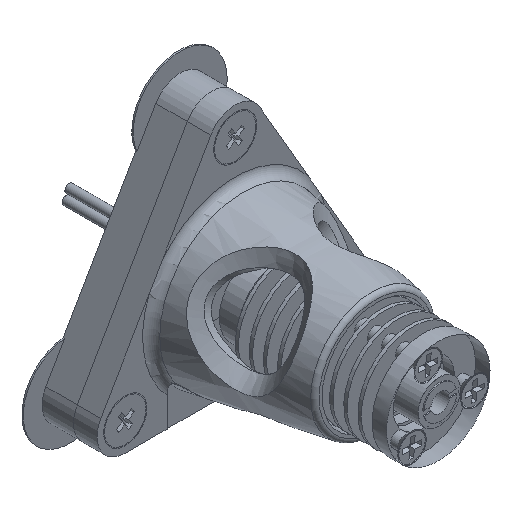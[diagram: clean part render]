
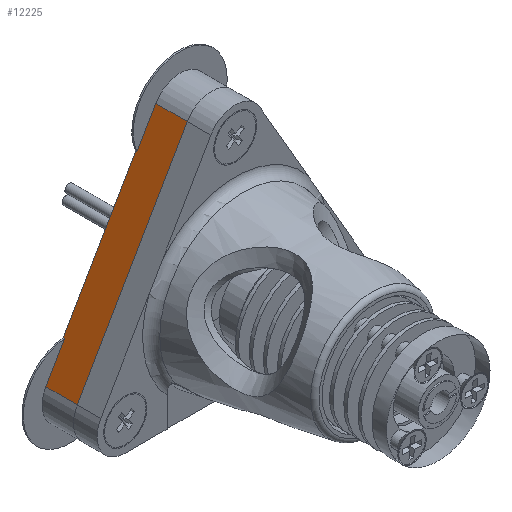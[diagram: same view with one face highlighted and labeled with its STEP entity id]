
A CAD part, isometric view. The second image highlights one B-rep face of the part: STEP entity #12225.
In plain terms, the highlighted face is planar.
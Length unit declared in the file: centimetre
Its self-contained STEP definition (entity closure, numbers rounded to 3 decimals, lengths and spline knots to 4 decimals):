
#3404=VERTEX_POINT('',#18645);
#3405=VERTEX_POINT('',#18647);
#3407=VERTEX_POINT('',#18653);
#3409=VERTEX_POINT('',#18659);
#3412=VERTEX_POINT('',#18664);
#3414=VERTEX_POINT('',#18670);
#3553=VERTEX_POINT('',#19349);
#3554=VERTEX_POINT('',#19351);
#4381=VECTOR('',#14034,1.);
#4383=VECTOR('',#14039,1.);
#4386=VECTOR('',#14050,1.);
#4388=VECTOR('',#14053,1.);
#4449=VECTOR('',#14154,1.);
#4517=VECTOR('',#14376,1.);
#4521=VECTOR('',#14404,1.);
#4522=VECTOR('',#14406,1.);
#5236=LINE('',#18646,#4381);
#5238=LINE('',#18652,#4383);
#5241=LINE('',#18665,#4386);
#5243=LINE('',#18669,#4388);
#5304=LINE('',#18819,#4449);
#5372=LINE('',#19350,#4517);
#5376=LINE('',#19374,#4521);
#5377=LINE('',#19376,#4522);
#6260=EDGE_CURVE('',#3405,#3404,#5236,.T.);
#6263=EDGE_CURVE('',#3404,#3407,#5238,.T.);
#6269=EDGE_CURVE('',#3409,#3412,#5241,.T.);
#6271=EDGE_CURVE('',#3414,#3409,#5243,.T.);
#6345=EDGE_CURVE('',#3412,#3405,#5304,.T.);
#6475=EDGE_CURVE('',#3554,#3553,#5372,.T.);
#6486=EDGE_CURVE('',#3554,#3407,#5376,.T.);
#6487=EDGE_CURVE('',#3414,#3553,#5377,.T.);
#8546=ORIENTED_EDGE('',*,*,#6263,.T.);
#8547=ORIENTED_EDGE('',*,*,#6486,.F.);
#8548=ORIENTED_EDGE('',*,*,#6475,.T.);
#8549=ORIENTED_EDGE('',*,*,#6487,.F.);
#8550=ORIENTED_EDGE('',*,*,#6271,.T.);
#8551=ORIENTED_EDGE('',*,*,#6269,.T.);
#8552=ORIENTED_EDGE('',*,*,#6345,.T.);
#8553=ORIENTED_EDGE('',*,*,#6260,.T.);
#10584=EDGE_LOOP('',(#8546,#8547,#8548,#8549,#8550,#8551,#8552,#8553));
#11436=FACE_BOUND('',#10584,.T.);
#12225=ADVANCED_FACE('',(#11436),#23114,.T.);
#12911=AXIS2_PLACEMENT_3D('',#19375,#14405,$);
#14034=DIRECTION('',(0.,0.,1.));
#14039=DIRECTION('',(0.5,0.866,0.));
#14050=DIRECTION('',(0.,0.,-1.));
#14053=DIRECTION('',(0.5,0.866,0.));
#14154=DIRECTION('',(0.5,0.866,0.));
#14376=DIRECTION('',(-0.5,-0.866,0.));
#14404=DIRECTION('',(0.,0.,-1.));
#14405=DIRECTION('',(0.866,-0.5,0.));
#14406=DIRECTION('',(0.,0.,1.));
#18645=CARTESIAN_POINT('',(2.4579,0.3572,0.03));
#18646=CARTESIAN_POINT('',(2.4579,0.3572,0.015));
#18647=CARTESIAN_POINT('',(2.4579,0.3572,0.));
#18652=CARTESIAN_POINT('',(2.338,0.1496,0.03));
#18653=CARTESIAN_POINT('',(2.8579,1.05,0.03));
#18659=CARTESIAN_POINT('',(0.9196,-2.3072,0.03));
#18664=CARTESIAN_POINT('',(0.9196,-2.3072,0.));
#18665=CARTESIAN_POINT('',(0.9196,-2.3072,0.015));
#18669=CARTESIAN_POINT('',(1.0395,-2.0996,0.03));
#18670=CARTESIAN_POINT('',(0.5196,-3.,0.03));
#18819=CARTESIAN_POINT('',(0.,-3.9,0.));
#19349=CARTESIAN_POINT('',(0.5196,-3.,0.7));
#19350=CARTESIAN_POINT('',(0.,-3.9,0.7));
#19351=CARTESIAN_POINT('',(2.8579,1.05,0.7));
#19374=CARTESIAN_POINT('',(2.8579,1.05,0.));
#19375=CARTESIAN_POINT('',(1.6887,-0.975,0.));
#19376=CARTESIAN_POINT('',(0.5196,-3.,0.));
#23114=PLANE('',#12911);
